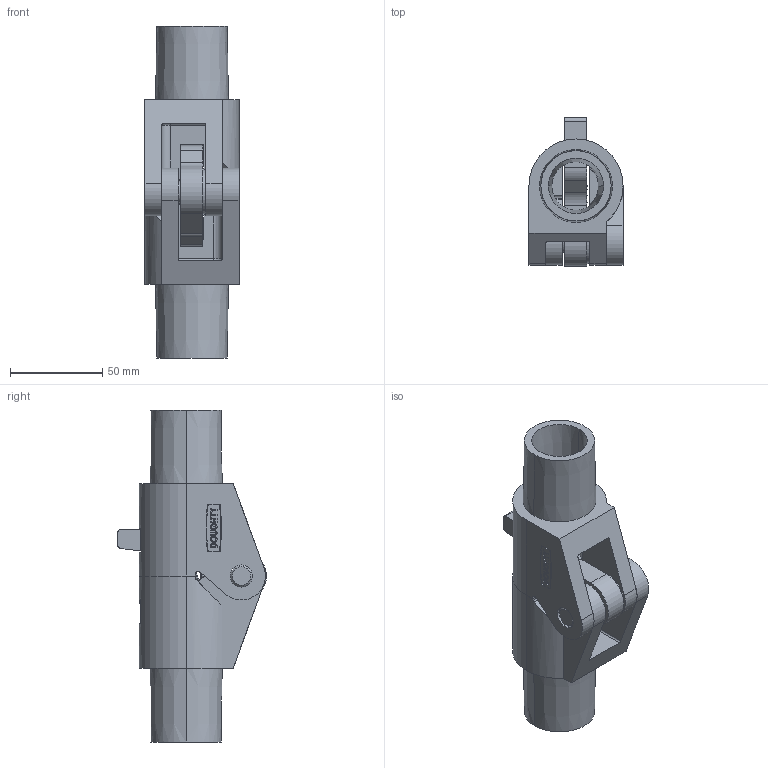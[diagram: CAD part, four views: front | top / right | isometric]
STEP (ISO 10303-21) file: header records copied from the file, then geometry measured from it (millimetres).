
FILE_DESCRIPTION (( 'STEP AP203' ), '1' );
FILE_NAME ('T58793.STEP', '2018-08-13T09:18:50', ( '' ), ( '' ), 'SwSTEP 2.0', 'SolidWorks 2016', '' );
FILE_SCHEMA (( 'CONFIG_CONTROL_DESIGN' ));
Length unit declared in the file: millimetre
Products named in the file (9): TH370; TH2041; T58793; TH2145; spring pin slotted_hd_doughty fastners - stainless_Spring Pin ISO 8752 - 5 x 16St; B Washer_Bright washer BS 4320 - M12 (Form B); TH371; TH2144; S3011_Compressed
Assembly tree (9 placements, depth 4):
  T58793
    TH2144  x2
    TH371
    TH2145
      TH370
        TH2041
      spring pin slotted_hd_doughty fastners - stainless_Spring Pin ISO 8752 - 5 x 16St
    B Washer_Bright washer BS 4320 - M12 (Form B)
    S3011_Compressed
Bounding box: 51 x 80.6 x 180 mm (x, y, z)
Volume: 219335.5 mm3; surface area: 69825.5 mm2
Topology: 7 solids, 7 shells, 358 faces, 933 edges, 611 vertices
Faces by surface type: plane 187, cylinder 132, torus 20, cone 17, bspline 2
Entity records: 11734 total; most frequent: CARTESIAN_POINT 5091, DIRECTION 1254, ORIENTED_EDGE 1150, EDGE_CURVE 575, AXIS2_PLACEMENT_3D 458, VERTEX_POINT 374, LINE 338, VECTOR 338
